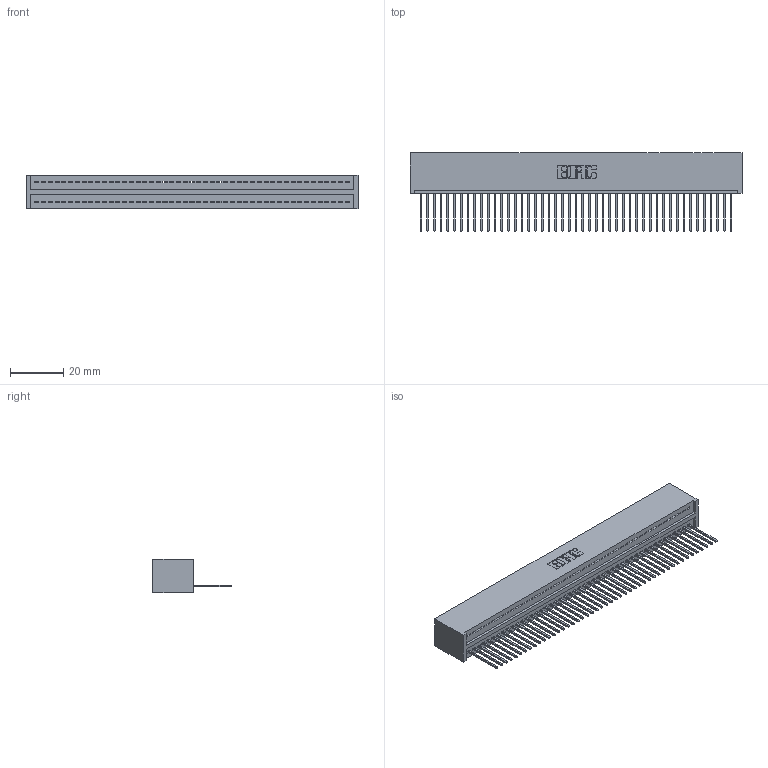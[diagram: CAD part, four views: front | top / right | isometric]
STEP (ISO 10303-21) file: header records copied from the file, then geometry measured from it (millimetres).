
FILE_DESCRIPTION (( 'STEP AP203' ), '1' );
FILE_NAME ('325-047-540-101.STEP', '2020-02-24T23:10:39', ( '' ), ( '' ), 'SwSTEP 2.0', 'SolidWorks 2016', '' );
FILE_SCHEMA (( 'CONFIG_CONTROL_DESIGN' ));
Length unit declared in the file: inch
Products named in the file (3): 325-292-001_325-293-140; 325 Part_Lugless; 325-047-540-101
Assembly tree (48 placements, depth 2):
  325-047-540-101
    325 Part_Lugless
    325-292-001_325-293-140  x47
Bounding box: 125.02 x 29.46 x 12.45 mm (x, y, z)
Volume: 16546 mm3; surface area: 19122.5 mm2
Topology: 48 solids, 48 shells, 2832 faces, 8559 edges, 5642 vertices
Faces by surface type: plane 2040, cylinder 792
Entity records: 27827 total; most frequent: CARTESIAN_POINT 4807, ORIENTED_EDGE 4790, DIRECTION 4037, EDGE_CURVE 2395, LINE 2275, VECTOR 2275, VERTEX_POINT 1594, AXIS2_PLACEMENT_3D 881
